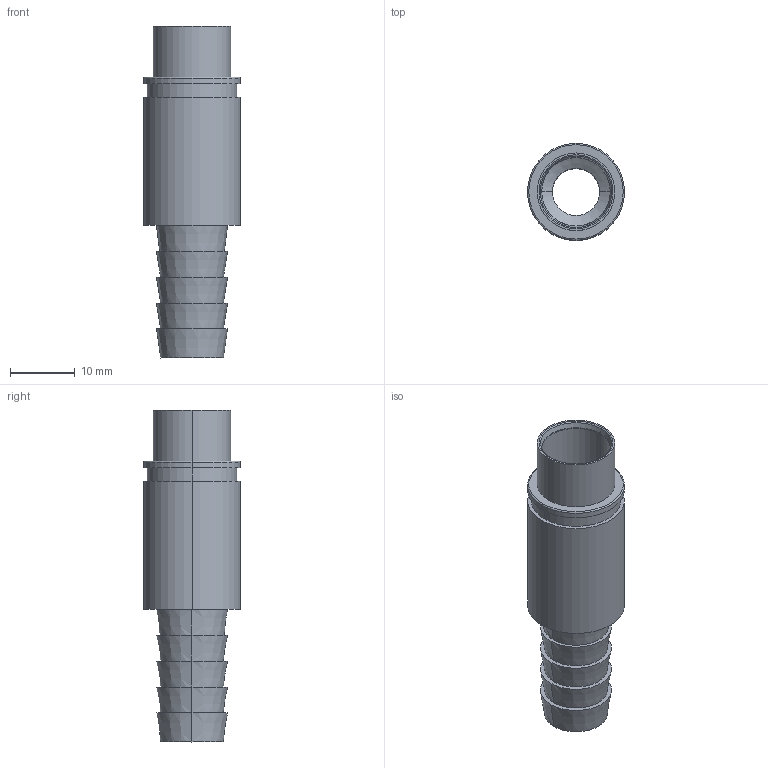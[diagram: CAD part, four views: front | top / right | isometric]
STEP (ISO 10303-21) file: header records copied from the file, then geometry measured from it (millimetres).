
FILE_DESCRIPTION(('Creo Elements/Direct Modeling STEP Export'),'2;1');
FILE_NAME('0ln7uvk5p6o8ada4976','2023-02-13T16:33:19',(''),(''),'Creo Elements/Direct Modeling STEP processor for AP214 (Solid Model)','Creo Elements/Direct Modeling 20.1B 02-Apr-2019 (C) Parametric Technology GmbH','');
FILE_SCHEMA(('AUTOMOTIVE_DESIGN { 1 0 10303 214 1 1 1 1 }'));
Length unit declared in the file: millimetre
Products named in the file (2): CX 10 MPF
Assembly tree (1 placements, depth 2):
  CX 10 MPF
    CX 10 MPF
Bounding box: 15 x 15 x 51.35 mm (x, y, z)
Volume: 4045.9 mm3; surface area: 3671.6 mm2
Topology: 1 solids, 1 shells, 42 faces, 84 edges, 52 vertices
Faces by surface type: cone 14, cylinder 12, plane 10, torus 6
Entity records: 1365 total; most frequent: DIRECTION 178, ORIENTED_EDGE 168, CARTESIAN_POINT 154, EDGE_CURVE 84, AXIS2_PLACEMENT_3D 76, VERTEX_POINT 52, EDGE_LOOP 52, COLOUR_RGB 43
